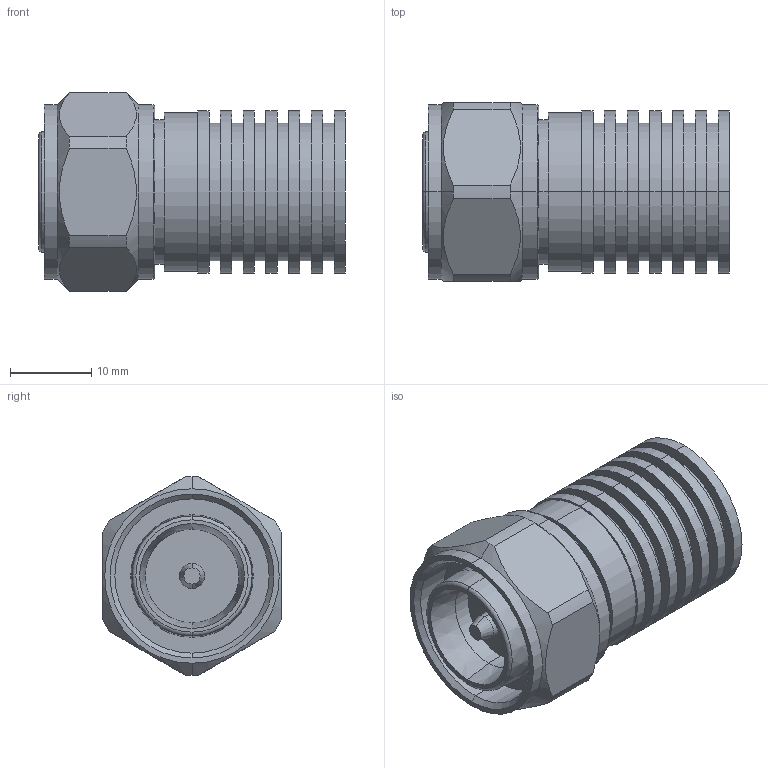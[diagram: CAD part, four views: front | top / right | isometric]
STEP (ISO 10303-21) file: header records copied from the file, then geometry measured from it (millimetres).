
FILE_DESCRIPTION (( 'STEP AP214' ), '1' );
FILE_NAME ('FMTR1181_3D.step', '2024-02-13T20:12:51', ( '' ), ( '' ), 'SwSTEP 2.0', 'SolidWorks 2022', '' );
FILE_SCHEMA (( 'AUTOMOTIVE_DESIGN' ));
Length unit declared in the file: inch
Products named in the file (4): jt-0096-A^TR1181 - L5-6-4M(2)_FMTR1181; TR1181 - L5-6-4M(2)^FMTR1181; WJ-0222-A^TR1181 - L5-6-4M(2)_FMTR1181; FMTR1181_3D
Assembly tree (3 placements, depth 3):
  FMTR1181_3D
    TR1181 - L5-6-4M(2)^FMTR1181
      WJ-0222-A^TR1181 - L5-6-4M(2)_FMTR1181
      jt-0096-A^TR1181 - L5-6-4M(2)_FMTR1181
Bounding box: 37.8 x 22 x 24.5 mm (x, y, z)
Volume: 10926.6 mm3; surface area: 5620.4 mm2
Topology: 2 solids, 2 shells, 93 faces, 195 edges, 124 vertices
Faces by surface type: cylinder 49, plane 28, cone 12, torus 4
Entity records: 2949 total; most frequent: CARTESIAN_POINT 719, DIRECTION 499, ORIENTED_EDGE 390, AXIS2_PLACEMENT_3D 216, EDGE_CURVE 195, VERTEX_POINT 124, CIRCLE 116, EDGE_LOOP 111
